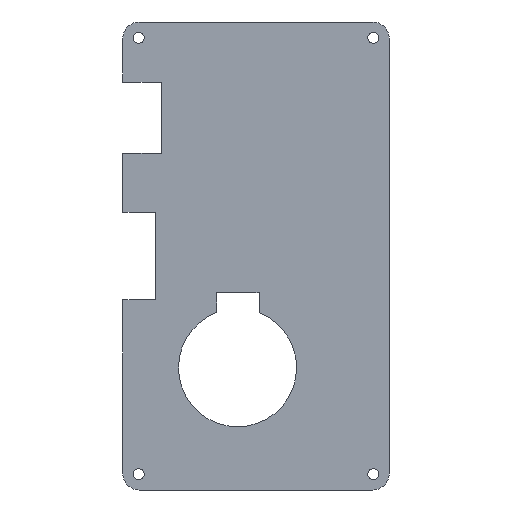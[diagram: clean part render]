
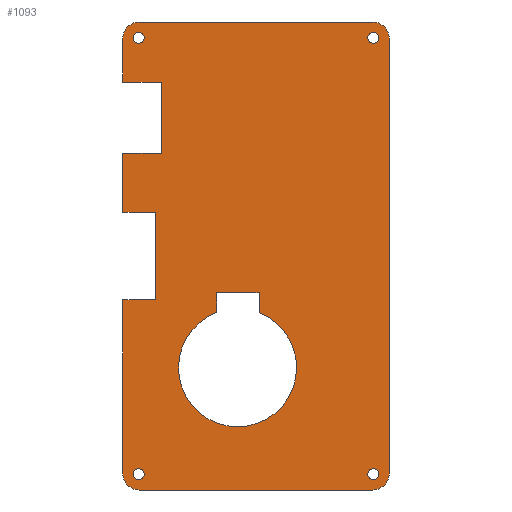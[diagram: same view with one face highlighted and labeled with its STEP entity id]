
A CAD part, front view. The second image highlights one B-rep face of the part: STEP entity #1093.
In plain terms, the highlighted planar face has unit normal (0, -1, 0).
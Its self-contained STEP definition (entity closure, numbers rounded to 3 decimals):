
#76=FACE_BOUND('',#190,.T.);
#77=FACE_BOUND('',#191,.T.);
#78=FACE_BOUND('',#192,.T.);
#79=FACE_BOUND('',#193,.T.);
#80=FACE_BOUND('',#194,.T.);
#89=CIRCLE('',#1172,3.);
#90=CIRCLE('',#1173,3.);
#91=CIRCLE('',#1174,3.);
#92=CIRCLE('',#1175,3.);
#93=CIRCLE('',#1176,1.);
#94=CIRCLE('',#1177,1.);
#95=CIRCLE('',#1178,1.);
#96=CIRCLE('',#1179,1.);
#97=CIRCLE('',#1180,10.8);
#134=FACE_OUTER_BOUND('',#189,.T.);
#189=EDGE_LOOP('',(#775,#776,#777,#778,#779,#780,#781,#782,#783,#784,#785,
#786,#787,#788,#789,#790));
#190=EDGE_LOOP('',(#791));
#191=EDGE_LOOP('',(#792));
#192=EDGE_LOOP('',(#793));
#193=EDGE_LOOP('',(#794));
#194=EDGE_LOOP('',(#795,#796,#797,#798));
#263=LINE('',#1596,#385);
#267=LINE('',#1603,#389);
#270=LINE('',#1609,#392);
#271=LINE('',#1612,#393);
#272=LINE('',#1614,#394);
#273=LINE('',#1616,#395);
#274=LINE('',#1618,#396);
#275=LINE('',#1620,#397);
#276=LINE('',#1624,#398);
#277=LINE('',#1628,#399);
#278=LINE('',#1632,#400);
#279=LINE('',#1635,#401);
#280=LINE('',#1646,#402);
#281=LINE('',#1648,#403);
#282=LINE('',#1650,#404);
#385=VECTOR('',#1283,10.);
#389=VECTOR('',#1289,10.);
#392=VECTOR('',#1294,10.);
#393=VECTOR('',#1297,10.);
#394=VECTOR('',#1298,10.);
#395=VECTOR('',#1299,10.);
#396=VECTOR('',#1300,10.);
#397=VECTOR('',#1301,10.);
#398=VECTOR('',#1304,10.);
#399=VECTOR('',#1307,10.);
#400=VECTOR('',#1310,10.);
#401=VECTOR('',#1313,10.);
#402=VECTOR('',#1322,10.);
#403=VECTOR('',#1323,10.);
#404=VECTOR('',#1324,10.);
#503=VERTEX_POINT('',#1593);
#504=VERTEX_POINT('',#1595);
#506=VERTEX_POINT('',#1601);
#508=VERTEX_POINT('',#1607);
#509=VERTEX_POINT('',#1611);
#510=VERTEX_POINT('',#1613);
#511=VERTEX_POINT('',#1615);
#512=VERTEX_POINT('',#1617);
#513=VERTEX_POINT('',#1619);
#514=VERTEX_POINT('',#1621);
#515=VERTEX_POINT('',#1623);
#516=VERTEX_POINT('',#1625);
#517=VERTEX_POINT('',#1627);
#518=VERTEX_POINT('',#1629);
#519=VERTEX_POINT('',#1631);
#520=VERTEX_POINT('',#1633);
#521=VERTEX_POINT('',#1636);
#522=VERTEX_POINT('',#1638);
#523=VERTEX_POINT('',#1640);
#524=VERTEX_POINT('',#1642);
#525=VERTEX_POINT('',#1644);
#526=VERTEX_POINT('',#1645);
#527=VERTEX_POINT('',#1647);
#528=VERTEX_POINT('',#1649);
#607=EDGE_CURVE('',#504,#503,#263,.T.);
#611=EDGE_CURVE('',#503,#506,#267,.T.);
#614=EDGE_CURVE('',#506,#508,#270,.T.);
#615=EDGE_CURVE('',#508,#509,#271,.T.);
#616=EDGE_CURVE('',#509,#510,#272,.T.);
#617=EDGE_CURVE('',#510,#511,#273,.T.);
#618=EDGE_CURVE('',#511,#512,#274,.T.);
#619=EDGE_CURVE('',#512,#513,#275,.T.);
#620=EDGE_CURVE('',#513,#514,#89,.T.);
#621=EDGE_CURVE('',#514,#515,#276,.T.);
#622=EDGE_CURVE('',#515,#516,#90,.T.);
#623=EDGE_CURVE('',#516,#517,#277,.T.);
#624=EDGE_CURVE('',#517,#518,#91,.T.);
#625=EDGE_CURVE('',#518,#519,#278,.T.);
#626=EDGE_CURVE('',#519,#520,#92,.T.);
#627=EDGE_CURVE('',#520,#504,#279,.T.);
#628=EDGE_CURVE('',#521,#521,#93,.T.);
#629=EDGE_CURVE('',#522,#522,#94,.T.);
#630=EDGE_CURVE('',#523,#523,#95,.T.);
#631=EDGE_CURVE('',#524,#524,#96,.T.);
#632=EDGE_CURVE('',#525,#526,#280,.T.);
#633=EDGE_CURVE('',#526,#527,#281,.T.);
#634=EDGE_CURVE('',#527,#528,#282,.T.);
#635=EDGE_CURVE('',#528,#525,#97,.T.);
#775=ORIENTED_EDGE('',*,*,#607,.T.);
#776=ORIENTED_EDGE('',*,*,#611,.T.);
#777=ORIENTED_EDGE('',*,*,#614,.T.);
#778=ORIENTED_EDGE('',*,*,#615,.T.);
#779=ORIENTED_EDGE('',*,*,#616,.T.);
#780=ORIENTED_EDGE('',*,*,#617,.T.);
#781=ORIENTED_EDGE('',*,*,#618,.T.);
#782=ORIENTED_EDGE('',*,*,#619,.T.);
#783=ORIENTED_EDGE('',*,*,#620,.T.);
#784=ORIENTED_EDGE('',*,*,#621,.T.);
#785=ORIENTED_EDGE('',*,*,#622,.T.);
#786=ORIENTED_EDGE('',*,*,#623,.T.);
#787=ORIENTED_EDGE('',*,*,#624,.T.);
#788=ORIENTED_EDGE('',*,*,#625,.T.);
#789=ORIENTED_EDGE('',*,*,#626,.T.);
#790=ORIENTED_EDGE('',*,*,#627,.T.);
#791=ORIENTED_EDGE('',*,*,#628,.T.);
#792=ORIENTED_EDGE('',*,*,#629,.T.);
#793=ORIENTED_EDGE('',*,*,#630,.T.);
#794=ORIENTED_EDGE('',*,*,#631,.T.);
#795=ORIENTED_EDGE('',*,*,#632,.T.);
#796=ORIENTED_EDGE('',*,*,#633,.T.);
#797=ORIENTED_EDGE('',*,*,#634,.T.);
#798=ORIENTED_EDGE('',*,*,#635,.T.);
#1051=PLANE('',#1171);
#1093=ADVANCED_FACE('',(#134,#76,#77,#78,#79,#80),#1051,.F.);
#1171=AXIS2_PLACEMENT_3D('',#1610,#1295,#1296);
#1172=AXIS2_PLACEMENT_3D('',#1622,#1302,#1303);
#1173=AXIS2_PLACEMENT_3D('',#1626,#1305,#1306);
#1174=AXIS2_PLACEMENT_3D('',#1630,#1308,#1309);
#1175=AXIS2_PLACEMENT_3D('',#1634,#1311,#1312);
#1176=AXIS2_PLACEMENT_3D('',#1637,#1314,#1315);
#1177=AXIS2_PLACEMENT_3D('',#1639,#1316,#1317);
#1178=AXIS2_PLACEMENT_3D('',#1641,#1318,#1319);
#1179=AXIS2_PLACEMENT_3D('',#1643,#1320,#1321);
#1180=AXIS2_PLACEMENT_3D('',#1651,#1325,#1326);
#1283=DIRECTION('',(1.,0.,0.));
#1289=DIRECTION('',(0.,0.,-1.));
#1294=DIRECTION('',(-1.,0.,0.));
#1295=DIRECTION('center_axis',(0.,1.,0.));
#1296=DIRECTION('ref_axis',(0.,0.,1.));
#1297=DIRECTION('',(0.,0.,-1.));
#1298=DIRECTION('',(1.,0.,0.));
#1299=DIRECTION('',(0.,0.,-1.));
#1300=DIRECTION('',(-1.,0.,0.));
#1301=DIRECTION('',(0.,0.,-1.));
#1302=DIRECTION('center_axis',(0.,-1.,0.));
#1303=DIRECTION('ref_axis',(0.,0.,-1.));
#1304=DIRECTION('',(1.,0.,0.));
#1305=DIRECTION('center_axis',(0.,-1.,0.));
#1306=DIRECTION('ref_axis',(1.,0.,0.));
#1307=DIRECTION('',(0.,0.,1.));
#1308=DIRECTION('center_axis',(0.,-1.,0.));
#1309=DIRECTION('ref_axis',(0.,0.,1.));
#1310=DIRECTION('',(-1.,0.,0.));
#1311=DIRECTION('center_axis',(0.,-1.,0.));
#1312=DIRECTION('ref_axis',(-1.,0.,0.));
#1313=DIRECTION('',(0.,0.,-1.));
#1314=DIRECTION('center_axis',(0.,1.,0.));
#1315=DIRECTION('ref_axis',(-1.,0.,0.));
#1316=DIRECTION('center_axis',(0.,1.,0.));
#1317=DIRECTION('ref_axis',(-1.,0.,0.));
#1318=DIRECTION('center_axis',(0.,1.,0.));
#1319=DIRECTION('ref_axis',(-1.,0.,0.));
#1320=DIRECTION('center_axis',(0.,1.,0.));
#1321=DIRECTION('ref_axis',(-1.,0.,0.));
#1322=DIRECTION('',(0.,0.,1.));
#1323=DIRECTION('',(1.,0.,0.));
#1324=DIRECTION('',(0.,0.,-1.));
#1325=DIRECTION('center_axis',(0.,1.,0.));
#1326=DIRECTION('ref_axis',(-0.354,0.,0.935));
#1593=CARTESIAN_POINT('',(-17.35,-1.,31.8));
#1595=CARTESIAN_POINT('',(-24.35,-1.,31.8));
#1596=CARTESIAN_POINT('',(-8.675,-1.,31.8));
#1601=CARTESIAN_POINT('',(-17.35,-1.,18.8));
#1603=CARTESIAN_POINT('',(-17.35,-1.,9.4));
#1607=CARTESIAN_POINT('',(-24.35,-1.,18.8));
#1609=CARTESIAN_POINT('',(-12.175,-1.,18.8));
#1610=CARTESIAN_POINT('Origin',(0.,-1.,0.));
#1611=CARTESIAN_POINT('',(-24.35,-1.,8.));
#1612=CARTESIAN_POINT('',(-24.35,-1.,-39.8));
#1613=CARTESIAN_POINT('',(-18.35,-1.,8.));
#1614=CARTESIAN_POINT('',(-12.175,-1.,8.));
#1615=CARTESIAN_POINT('',(-18.35,-1.,-8.));
#1616=CARTESIAN_POINT('',(-18.35,-1.,4.));
#1617=CARTESIAN_POINT('',(-24.35,-1.,-8.));
#1618=CARTESIAN_POINT('',(-9.175,-1.,-8.));
#1619=CARTESIAN_POINT('',(-24.35,-1.,-39.8));
#1620=CARTESIAN_POINT('',(-24.35,-1.,-39.8));
#1621=CARTESIAN_POINT('',(-21.35,-1.,-42.8));
#1622=CARTESIAN_POINT('Origin',(-21.35,-1.,-39.8));
#1623=CARTESIAN_POINT('',(21.35,-1.,-42.8));
#1624=CARTESIAN_POINT('',(21.35,-1.,-42.8));
#1625=CARTESIAN_POINT('',(24.35,-1.,-39.8));
#1626=CARTESIAN_POINT('Origin',(21.35,-1.,-39.8));
#1627=CARTESIAN_POINT('',(24.35,-1.,39.8));
#1628=CARTESIAN_POINT('',(24.35,-1.,39.8));
#1629=CARTESIAN_POINT('',(21.35,-1.,42.8));
#1630=CARTESIAN_POINT('Origin',(21.35,-1.,39.8));
#1631=CARTESIAN_POINT('',(-21.35,-1.,42.8));
#1632=CARTESIAN_POINT('',(-21.35,-1.,42.8));
#1633=CARTESIAN_POINT('',(-24.35,-1.,39.8));
#1634=CARTESIAN_POINT('Origin',(-21.35,-1.,39.8));
#1635=CARTESIAN_POINT('',(-24.35,-1.,-39.8));
#1636=CARTESIAN_POINT('',(20.45,-1.,39.9));
#1637=CARTESIAN_POINT('Origin',(21.45,-1.,39.9));
#1638=CARTESIAN_POINT('',(-22.45,-1.,39.9));
#1639=CARTESIAN_POINT('Origin',(-21.45,-1.,39.9));
#1640=CARTESIAN_POINT('',(20.45,-1.,-39.9));
#1641=CARTESIAN_POINT('Origin',(21.45,-1.,-39.9));
#1642=CARTESIAN_POINT('',(-22.45,-1.,-39.9));
#1643=CARTESIAN_POINT('Origin',(-21.45,-1.,-39.9));
#1644=CARTESIAN_POINT('',(-7.197,-1.,-10.332));
#1645=CARTESIAN_POINT('',(-7.197,-1.,-6.679));
#1646=CARTESIAN_POINT('',(-7.197,-1.,-3.34));
#1647=CARTESIAN_POINT('',(0.553,-1.,-6.679));
#1648=CARTESIAN_POINT('',(0.276,-1.,-6.679));
#1649=CARTESIAN_POINT('',(0.553,-1.,-10.37));
#1650=CARTESIAN_POINT('',(0.553,-1.,-5.185));
#1651=CARTESIAN_POINT('Origin',(-3.373,-1.,-20.432));
